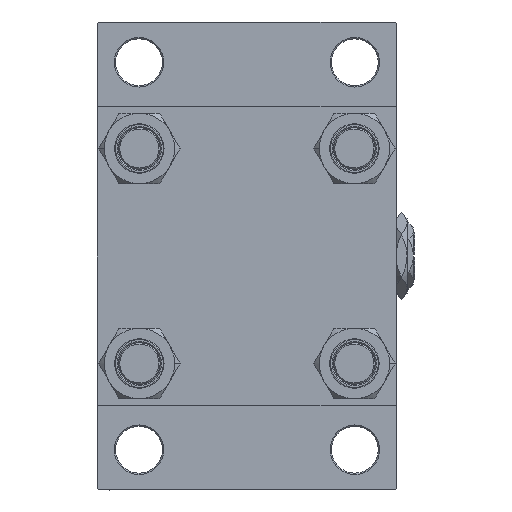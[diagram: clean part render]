
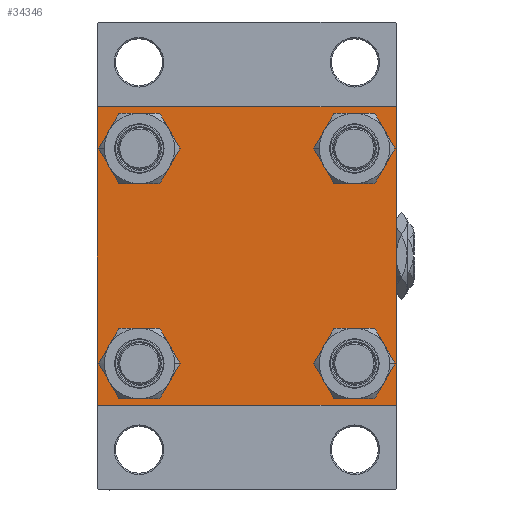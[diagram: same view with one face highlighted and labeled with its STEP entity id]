
A CAD part, left-side view. The second image highlights one B-rep face of the part: STEP entity #34346.
In plain terms, the highlighted planar face has unit normal (-1, 0, 0).
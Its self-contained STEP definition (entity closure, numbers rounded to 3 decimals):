
#350 = DIRECTION ( 'NONE',  ( 1., 0., 0. ) ) ;
#415 = VERTEX_POINT ( 'NONE', #27691 ) ;
#496 = EDGE_CURVE ( 'NONE', #12694, #415, #5542, .T. ) ;
#584 = DIRECTION ( 'NONE',  ( 1., 0., 0. ) ) ;
#998 = EDGE_CURVE ( 'NONE', #18658, #9549, #46209, .T. ) ;
#1383 = EDGE_LOOP ( 'NONE', ( #44038, #15970 ) ) ;
#1450 = AXIS2_PLACEMENT_3D ( 'NONE', #46414, #350, #34587 ) ;
#1916 = CIRCLE ( 'NONE', #27605, 8.5 ) ;
#2061 = LINE ( 'NONE', #5348, #18692 ) ;
#2349 = ORIENTED_EDGE ( 'NONE', *, *, #19689, .T. ) ;
#2571 = CIRCLE ( 'NONE', #25076, 8.5 ) ;
#2898 = ORIENTED_EDGE ( 'NONE', *, *, #11617, .T. ) ;
#2902 = FACE_BOUND ( 'NONE', #40642, .T. ) ;
#3550 = DIRECTION ( 'NONE',  ( 0., -0.707, -0.707 ) ) ;
#3891 = DIRECTION ( 'NONE',  ( 0., 0., 1. ) ) ;
#4858 = DIRECTION ( 'NONE',  ( 1., 0., 0. ) ) ;
#5008 = EDGE_CURVE ( 'NONE', #38135, #20326, #32826, .T. ) ;
#5181 = CARTESIAN_POINT ( 'NONE',  ( 0., -41.35, -49.85 ) ) ;
#5348 = CARTESIAN_POINT ( 'NONE',  ( 0., 57.5, -57.5 ) ) ;
#5404 = ORIENTED_EDGE ( 'NONE', *, *, #46950, .T. ) ;
#5542 = LINE ( 'NONE', #5790, #23668 ) ;
#5758 = DIRECTION ( 'NONE',  ( 0., 0., 1. ) ) ;
#5790 = CARTESIAN_POINT ( 'NONE',  ( 0., 57.5, 57.5 ) ) ;
#5912 = VERTEX_POINT ( 'NONE', #28819 ) ;
#5977 = CARTESIAN_POINT ( 'NONE',  ( 0., 57., -57.5 ) ) ;
#6285 = AXIS2_PLACEMENT_3D ( 'NONE', #17407, #41977, #42225 ) ;
#7081 = CARTESIAN_POINT ( 'NONE',  ( 0., 41.35, 41.35 ) ) ;
#7444 = EDGE_LOOP ( 'NONE', ( #36493, #21004, #8914, #38315, #15209, #25683, #12799, #2349 ) ) ;
#7922 = CARTESIAN_POINT ( 'NONE',  ( 0., -41.35, 41.35 ) ) ;
#8044 = VERTEX_POINT ( 'NONE', #5977 ) ;
#8401 = VECTOR ( 'NONE', #45965, 1000. ) ;
#8636 = CARTESIAN_POINT ( 'NONE',  ( 0., 41.35, 41.35 ) ) ;
#8909 = LINE ( 'NONE', #47672, #30661 ) ;
#8914 = ORIENTED_EDGE ( 'NONE', *, *, #18894, .T. ) ;
#8952 = CARTESIAN_POINT ( 'NONE',  ( 0., -57.5, 57.5 ) ) ;
#9228 = CARTESIAN_POINT ( 'NONE',  ( 0., 57.5, 57.5 ) ) ;
#9549 = VERTEX_POINT ( 'NONE', #29496 ) ;
#9786 = VERTEX_POINT ( 'NONE', #28937 ) ;
#11505 = EDGE_LOOP ( 'NONE', ( #39380, #42911 ) ) ;
#11617 = EDGE_CURVE ( 'NONE', #34343, #9786, #38688, .T. ) ;
#11800 = EDGE_CURVE ( 'NONE', #9786, #34343, #12164, .T. ) ;
#11905 = EDGE_CURVE ( 'NONE', #41279, #8044, #26442, .T. ) ;
#12131 = AXIS2_PLACEMENT_3D ( 'NONE', #8636, #4858, #35315 ) ;
#12164 = CIRCLE ( 'NONE', #13786, 8.5 ) ;
#12694 = VERTEX_POINT ( 'NONE', #32035 ) ;
#12799 = ORIENTED_EDGE ( 'NONE', *, *, #496, .F. ) ;
#13007 = LINE ( 'NONE', #9228, #31487 ) ;
#13588 = DIRECTION ( 'NONE',  ( 0., -1., 0. ) ) ;
#13786 = AXIS2_PLACEMENT_3D ( 'NONE', #7081, #45337, #26952 ) ;
#13988 = CARTESIAN_POINT ( 'NONE',  ( 0., 41.35, 32.85 ) ) ;
#14723 = CARTESIAN_POINT ( 'NONE',  ( 0., 0., 0. ) ) ;
#15209 = ORIENTED_EDGE ( 'NONE', *, *, #39192, .F. ) ;
#15224 = VECTOR ( 'NONE', #42945, 1000. ) ;
#15589 = DIRECTION ( 'NONE',  ( 0., 0., 1. ) ) ;
#15940 = CARTESIAN_POINT ( 'NONE',  ( 0., -41.35, -41.35 ) ) ;
#15970 = ORIENTED_EDGE ( 'NONE', *, *, #5008, .T. ) ;
#16325 = DIRECTION ( 'NONE',  ( 1., 0., 0. ) ) ;
#16915 = EDGE_CURVE ( 'NONE', #38966, #41279, #13007, .T. ) ;
#17407 = CARTESIAN_POINT ( 'NONE',  ( 0., 41.35, -41.35 ) ) ;
#17570 = CARTESIAN_POINT ( 'NONE',  ( 0., -41.35, -41.35 ) ) ;
#17938 = CIRCLE ( 'NONE', #36429, 8.5 ) ;
#18380 = VERTEX_POINT ( 'NONE', #38151 ) ;
#18658 = VERTEX_POINT ( 'NONE', #45632 ) ;
#18692 = VECTOR ( 'NONE', #31772, 1000. ) ;
#18894 = EDGE_CURVE ( 'NONE', #8044, #18658, #2061, .T. ) ;
#19689 = EDGE_CURVE ( 'NONE', #12694, #38966, #37994, .T. ) ;
#19810 = CARTESIAN_POINT ( 'NONE',  ( 0., -41.35, 49.85 ) ) ;
#19814 = EDGE_CURVE ( 'NONE', #35059, #38700, #17938, .T. ) ;
#20214 = VECTOR ( 'NONE', #3550, 1000. ) ;
#20326 = VERTEX_POINT ( 'NONE', #29005 ) ;
#20704 = EDGE_CURVE ( 'NONE', #31734, #18380, #1916, .T. ) ;
#21004 = ORIENTED_EDGE ( 'NONE', *, *, #11905, .T. ) ;
#21788 = ORIENTED_EDGE ( 'NONE', *, *, #19814, .T. ) ;
#21831 = AXIS2_PLACEMENT_3D ( 'NONE', #7922, #42401, #3891 ) ;
#22278 = AXIS2_PLACEMENT_3D ( 'NONE', #14723, #40906, #29320 ) ;
#22523 = CARTESIAN_POINT ( 'NONE',  ( 0., -41.35, 32.85 ) ) ;
#22612 = CIRCLE ( 'NONE', #21831, 8.5 ) ;
#22631 = DIRECTION ( 'NONE',  ( 0., 0.707, -0.707 ) ) ;
#23668 = VECTOR ( 'NONE', #13588, 1000. ) ;
#25076 = AXIS2_PLACEMENT_3D ( 'NONE', #15940, #584, #42376 ) ;
#25552 = FACE_BOUND ( 'NONE', #1383, .T. ) ;
#25683 = ORIENTED_EDGE ( 'NONE', *, *, #47055, .T. ) ;
#26196 = EDGE_LOOP ( 'NONE', ( #29126, #2898 ) ) ;
#26285 = FACE_BOUND ( 'NONE', #11505, .T. ) ;
#26442 = LINE ( 'NONE', #29971, #20214 ) ;
#26901 = CARTESIAN_POINT ( 'NONE',  ( 0., 57.25, 57.25 ) ) ;
#26952 = DIRECTION ( 'NONE',  ( 0., 0., 1. ) ) ;
#27486 = CARTESIAN_POINT ( 'NONE',  ( 0., 57.5, -57. ) ) ;
#27605 = AXIS2_PLACEMENT_3D ( 'NONE', #17570, #40224, #5758 ) ;
#27691 = CARTESIAN_POINT ( 'NONE',  ( 0., -57., 57.5 ) ) ;
#28766 = DIRECTION ( 'NONE',  ( 0., 0.707, 0.707 ) ) ;
#28819 = CARTESIAN_POINT ( 'NONE',  ( 0., -57.5, 57. ) ) ;
#28937 = CARTESIAN_POINT ( 'NONE',  ( 0., 41.35, 49.85 ) ) ;
#29005 = CARTESIAN_POINT ( 'NONE',  ( 0., 41.35, -32.85 ) ) ;
#29126 = ORIENTED_EDGE ( 'NONE', *, *, #11800, .T. ) ;
#29320 = DIRECTION ( 'NONE',  ( 0., 0., 1. ) ) ;
#29496 = CARTESIAN_POINT ( 'NONE',  ( 0., -57.5, -57. ) ) ;
#29971 = CARTESIAN_POINT ( 'NONE',  ( 0., 57.25, -57.25 ) ) ;
#30661 = VECTOR ( 'NONE', #28766, 1000. ) ;
#30768 = CARTESIAN_POINT ( 'NONE',  ( 0., 57.5, 57. ) ) ;
#31487 = VECTOR ( 'NONE', #43715, 1000. ) ;
#31734 = VERTEX_POINT ( 'NONE', #5181 ) ;
#31772 = DIRECTION ( 'NONE',  ( 0., -1., 0. ) ) ;
#32035 = CARTESIAN_POINT ( 'NONE',  ( 0., 57., 57.5 ) ) ;
#32826 = CIRCLE ( 'NONE', #1450, 8.5 ) ;
#33358 = PLANE ( 'NONE',  #22278 ) ;
#33849 = FACE_BOUND ( 'NONE', #26196, .T. ) ;
#34343 = VERTEX_POINT ( 'NONE', #13988 ) ;
#34346 = ADVANCED_FACE ( 'NONE', ( #2902, #26285, #25552, #33849, #41155 ), #33358, .T. ) ;
#34587 = DIRECTION ( 'NONE',  ( 0., 0., 1. ) ) ;
#35059 = VERTEX_POINT ( 'NONE', #22523 ) ;
#35134 = CARTESIAN_POINT ( 'NONE',  ( 0., -57.25, -57.25 ) ) ;
#35315 = DIRECTION ( 'NONE',  ( 0., 0., 1. ) ) ;
#35459 = CARTESIAN_POINT ( 'NONE',  ( 0., -41.35, 41.35 ) ) ;
#35685 = EDGE_CURVE ( 'NONE', #20326, #38135, #44052, .T. ) ;
#36429 = AXIS2_PLACEMENT_3D ( 'NONE', #35459, #16325, #15589 ) ;
#36493 = ORIENTED_EDGE ( 'NONE', *, *, #16915, .T. ) ;
#37994 = LINE ( 'NONE', #26901, #47701 ) ;
#38135 = VERTEX_POINT ( 'NONE', #41027 ) ;
#38151 = CARTESIAN_POINT ( 'NONE',  ( 0., -41.35, -32.85 ) ) ;
#38315 = ORIENTED_EDGE ( 'NONE', *, *, #998, .T. ) ;
#38688 = CIRCLE ( 'NONE', #12131, 8.5 ) ;
#38700 = VERTEX_POINT ( 'NONE', #19810 ) ;
#38966 = VERTEX_POINT ( 'NONE', #30768 ) ;
#39192 = EDGE_CURVE ( 'NONE', #5912, #9549, #43187, .T. ) ;
#39380 = ORIENTED_EDGE ( 'NONE', *, *, #48433, .T. ) ;
#40224 = DIRECTION ( 'NONE',  ( 1., 0., 0. ) ) ;
#40642 = EDGE_LOOP ( 'NONE', ( #5404, #21788 ) ) ;
#40906 = DIRECTION ( 'NONE',  ( -1., 0., 0. ) ) ;
#41027 = CARTESIAN_POINT ( 'NONE',  ( 0., 41.35, -49.85 ) ) ;
#41155 = FACE_OUTER_BOUND ( 'NONE', #7444, .T. ) ;
#41279 = VERTEX_POINT ( 'NONE', #27486 ) ;
#41977 = DIRECTION ( 'NONE',  ( 1., 0., 0. ) ) ;
#42225 = DIRECTION ( 'NONE',  ( 0., 0., 1. ) ) ;
#42376 = DIRECTION ( 'NONE',  ( 0., 0., 1. ) ) ;
#42401 = DIRECTION ( 'NONE',  ( 1., 0., 0. ) ) ;
#42911 = ORIENTED_EDGE ( 'NONE', *, *, #20704, .T. ) ;
#42945 = DIRECTION ( 'NONE',  ( 0., 0., -1. ) ) ;
#43187 = LINE ( 'NONE', #8952, #15224 ) ;
#43715 = DIRECTION ( 'NONE',  ( 0., 0., -1. ) ) ;
#44038 = ORIENTED_EDGE ( 'NONE', *, *, #35685, .T. ) ;
#44052 = CIRCLE ( 'NONE', #6285, 8.5 ) ;
#45337 = DIRECTION ( 'NONE',  ( 1., 0., 0. ) ) ;
#45632 = CARTESIAN_POINT ( 'NONE',  ( 0., -57., -57.5 ) ) ;
#45965 = DIRECTION ( 'NONE',  ( 0., -0.707, 0.707 ) ) ;
#46209 = LINE ( 'NONE', #35134, #8401 ) ;
#46414 = CARTESIAN_POINT ( 'NONE',  ( 0., 41.35, -41.35 ) ) ;
#46950 = EDGE_CURVE ( 'NONE', #38700, #35059, #22612, .T. ) ;
#47055 = EDGE_CURVE ( 'NONE', #5912, #415, #8909, .T. ) ;
#47672 = CARTESIAN_POINT ( 'NONE',  ( 0., -57.25, 57.25 ) ) ;
#47701 = VECTOR ( 'NONE', #22631, 1000. ) ;
#48433 = EDGE_CURVE ( 'NONE', #18380, #31734, #2571, .T. ) ;
